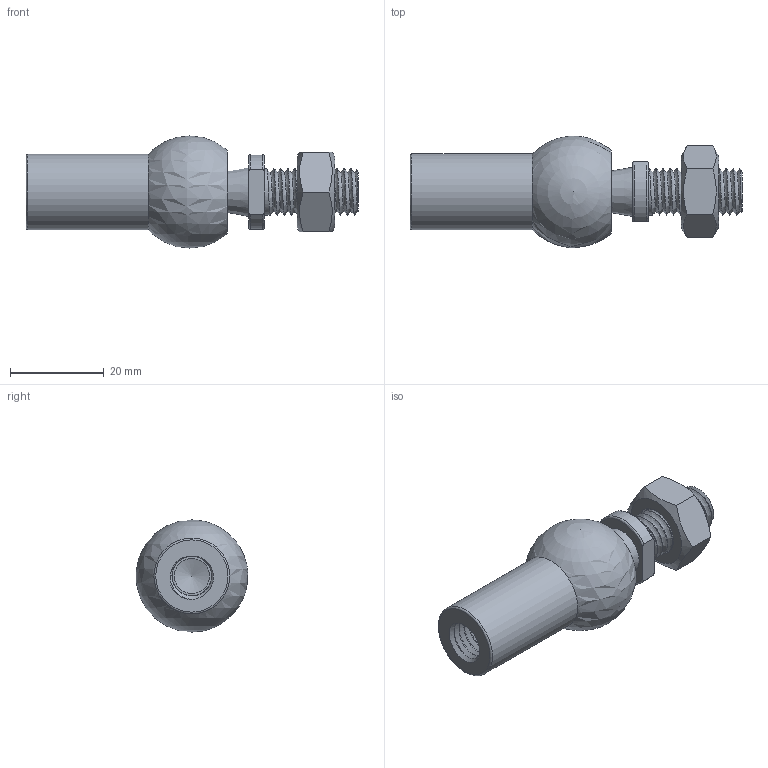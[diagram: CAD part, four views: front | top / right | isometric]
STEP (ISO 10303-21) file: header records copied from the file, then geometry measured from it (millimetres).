
FILE_DESCRIPTION(/* description */ (''),/* implementation_level */ '2;1');
FILE_NAME(/* name */ 'M10 Axiaal kogelgewricht 51mm.step',/* time_stamp */ '2025-09-12T20:57:49+02:00',/* author */ ('Johannes'),/* organization */ (''),/* preprocessor_version */ 'ST-DEVELOPER v15.6',/* originating_system */ 'Autodesk Inventor 2015',/* authorisation */ '');
FILE_SCHEMA (('AUTOMOTIVE_DESIGN { 1 0 10303 214 3 1 1 }'));
Length unit declared in the file: millimetre
Products named in the file (3): M10 Axiaal kogelgewricht 51mm-01; DIN 934 - M10 x 1,5; M10 Axiaal kogelgewricht 51mm
Bounding box: 71 x 23.86 x 24 mm (x, y, z)
Volume: 13580.5 mm3; surface area: 7625.8 mm2
Topology: 3 solids, 3 shells, 47 faces, 106 edges, 67 vertices
Faces by surface type: plane 18, cylinder 10, torus 6, cone 6, bspline 4, sphere 3
Full cylindrical faces by diameter (mm): 7.5 x1, 10 x1, 15.5 x1, 16.25 x1
Entity records: 4702 total; most frequent: CARTESIAN_POINT 3755, DIRECTION 176, ORIENTED_EDGE 166, EDGE_CURVE 83, AXIS2_PLACEMENT_3D 77, EDGE_LOOP 66, VERTEX_POINT 59, ADVANCED_FACE 47
